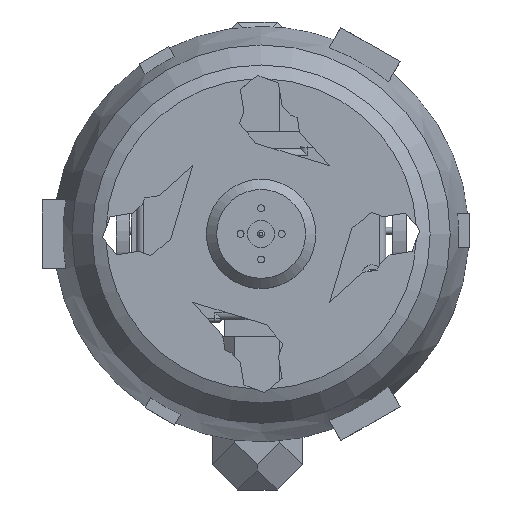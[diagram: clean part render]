
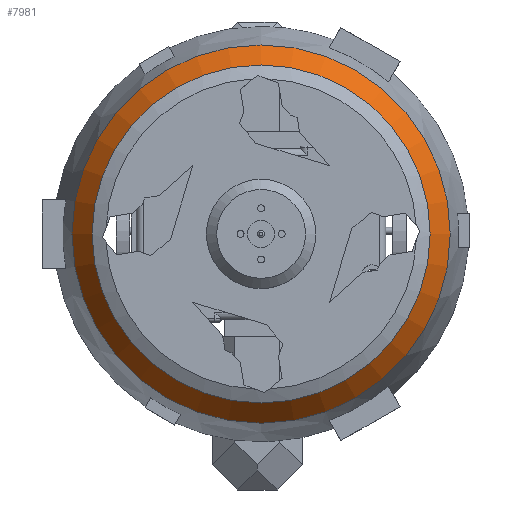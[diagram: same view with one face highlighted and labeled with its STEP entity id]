
A CAD part, top view. The second image highlights one B-rep face of the part: STEP entity #7981.
In plain terms, the highlighted conical face has half-angle 35.538 degrees and reference radius 49.873 mm.
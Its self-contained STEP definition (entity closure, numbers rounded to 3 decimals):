
#886=FACE_OUTER_BOUND('',#1377,.T.);
#1377=EDGE_LOOP('',(#6232,#6233,#6234,#6235));
#2109=LINE('',#12561,#2809);
#2809=VECTOR('',#10002,51.5);
#3254=CIRCLE('',#8490,55.323);
#3286=CIRCLE('',#8615,49.448);
#3696=VERTEX_POINT('',#11994);
#3863=VERTEX_POINT('',#12559);
#4483=EDGE_CURVE('',#3696,#3696,#3254,.F.);
#4742=EDGE_CURVE('',#3863,#3863,#3286,.T.);
#4743=EDGE_CURVE('',#3863,#3696,#2109,.T.);
#6232=ORIENTED_EDGE('',*,*,#4742,.F.);
#6233=ORIENTED_EDGE('',*,*,#4743,.T.);
#6234=ORIENTED_EDGE('',*,*,#4483,.T.);
#6235=ORIENTED_EDGE('',*,*,#4743,.F.);
#7834=CONICAL_SURFACE('',#8614,49.873,0.62);
#7981=ADVANCED_FACE('',(#886),#7834,.T.);
#8490=AXIS2_PLACEMENT_3D('',#11995,#9538,#9539);
#8614=AXIS2_PLACEMENT_3D('',#12558,#9998,#9999);
#8615=AXIS2_PLACEMENT_3D('',#12560,#10000,#10001);
#9538=DIRECTION('center_axis',(0.,0.,-1.));
#9539=DIRECTION('ref_axis',(0.,-1.,0.));
#9998=DIRECTION('center_axis',(0.,0.,-1.));
#9999=DIRECTION('ref_axis',(0.,-1.,0.));
#10000=DIRECTION('center_axis',(0.,0.,1.));
#10001=DIRECTION('ref_axis',(0.,-1.,0.));
#10002=DIRECTION('',(0.,0.581,-0.814));
#11994=CARTESIAN_POINT('',(0.,55.323,-0.294));
#11995=CARTESIAN_POINT('Origin',(0.,0.,-0.294));
#12558=CARTESIAN_POINT('Origin',(0.,0.,7.338));
#12559=CARTESIAN_POINT('',(0.,49.448,7.931));
#12560=CARTESIAN_POINT('Origin',(0.,0.,7.931));
#12561=CARTESIAN_POINT('',(0.,49.873,7.338));
